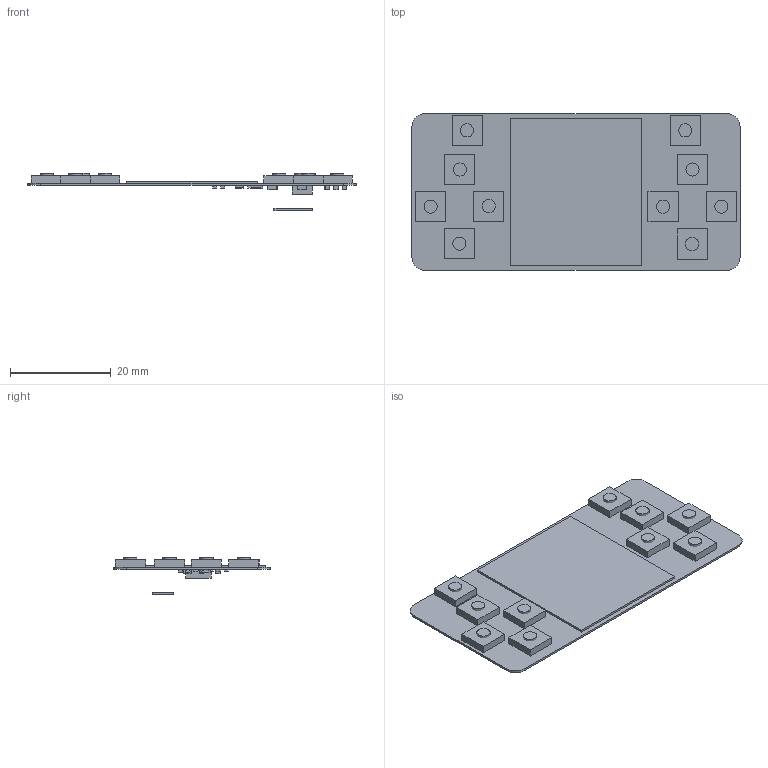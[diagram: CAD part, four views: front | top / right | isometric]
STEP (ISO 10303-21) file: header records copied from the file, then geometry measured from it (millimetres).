
FILE_DESCRIPTION(('Open CASCADE Model'),'2;1');
FILE_NAME('Open CASCADE Shape Model','2024-05-27T10:48:08',('Author'),( 'Open CASCADE'),'Open CASCADE STEP processor 6.8','Open CASCADE 6.8' ,'Unknown');
FILE_SCHEMA(('AUTOMOTIVE_DESIGN { 1 0 10303 214 1 1 1 1 }'));
Length unit declared in the file: millimetre
Products named in the file (65): PCB; Board; U5_C6; 902385944; Extruded; start; 1333221520; Cylinder; 902386624; select; R116; RESC1608(0603); R115; R114; R113; R49; Q4; 902387032; 902387168; K8; K7; 1333221264; K6; 1333221392; K4; 1333218960; K3; K2; K1; C140; CAPC1608(0603); C101; C43; 1.3inch_LCD_SPI1_CS0; 902386896; U5_R2; 902382136; C1; R16; NS8002 ...
Assembly tree (94 placements, depth 4):
  PCB
    Board
    U5_C6
      902385944
        Extruded
    start
      1333221520
        Cylinder
      902386624
        Extruded
    select
      1333221520
        Cylinder
      902386624
        Extruded
    R116
      RESC1608(0603)
    R115
      RESC1608(0603)
    R114
      RESC1608(0603)
    R113
      RESC1608(0603)
    R49
      RESC1608(0603)
    Q4
      902387032  x3
        Extruded
      902387168
        Extruded
    K8
      1333221520
        Cylinder
      902386624
        Extruded
    K7
      1333221264
        Cylinder
      902386624
        Extruded
    K6
      1333221392
        Cylinder
      902386624
        Extruded
    K4
      1333218960
        Cylinder
      902386624
        Extruded
    K3
      1333221392
        Cylinder
      902386624
        Extruded
    K2
      1333221520
        Cylinder
      902386624
        Extruded
Bounding box: 65 x 31 x 7.41 mm (x, y, z)
Volume: 1862.7 mm3; surface area: 7287.5 mm2
Topology: 47 solids, 47 shells, 668 faces, 1410 edges, 756 vertices
Faces by surface type: plane 338, cylinder 242, sphere 88
Full cylindrical faces by diameter (mm): 0.8 x4, 1.4 x2, 1.7 x2, 2.6 x10
Entity records: 15956 total; most frequent: CARTESIAN_POINT 6979, DIRECTION 1458, ORIENTED_EDGE 712, PCURVE 712, DEFINITIONAL_REPRESENTATION 712, LINE 700, VECTOR 700, AXIS2_PLACEMENT_3D 375
